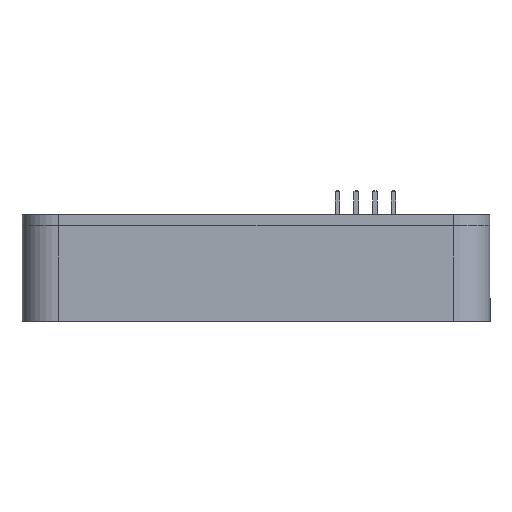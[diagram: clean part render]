
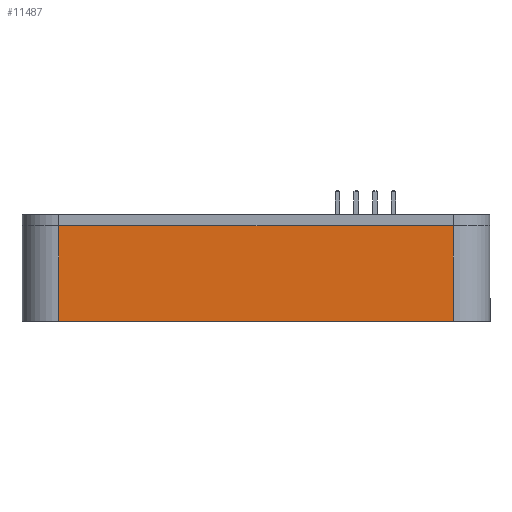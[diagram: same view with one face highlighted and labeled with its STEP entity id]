
A CAD part, left-side view. The second image highlights one B-rep face of the part: STEP entity #11487.
In plain terms, the highlighted planar face has unit normal (-1, 0, 0).
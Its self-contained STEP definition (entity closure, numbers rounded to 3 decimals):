
#683=PLANE('',#11915);
#1221=FACE_OUTER_BOUND('',#1866,.T.);
#1866=EDGE_LOOP('',(#9707,#9708,#9709,#9710));
#2738=LINE('',#21927,#3733);
#2763=LINE('',#21995,#3758);
#2767=LINE('',#22016,#3762);
#2770=LINE('',#22022,#3765);
#3733=VECTOR('',#13060,10.);
#3758=VECTOR('',#13123,10.);
#3762=VECTOR('',#13145,10.);
#3765=VECTOR('',#13154,10.);
#5409=VERTEX_POINT('',#21924);
#5410=VERTEX_POINT('',#21926);
#5433=VERTEX_POINT('',#21992);
#5434=VERTEX_POINT('',#21994);
#6865=EDGE_CURVE('',#5410,#5409,#2738,.T.);
#6896=EDGE_CURVE('',#5433,#5434,#2763,.T.);
#6907=EDGE_CURVE('',#5410,#5433,#2767,.T.);
#6910=EDGE_CURVE('',#5434,#5409,#2770,.T.);
#9707=ORIENTED_EDGE('',*,*,#6907,.F.);
#9708=ORIENTED_EDGE('',*,*,#6865,.T.);
#9709=ORIENTED_EDGE('',*,*,#6910,.F.);
#9710=ORIENTED_EDGE('',*,*,#6896,.F.);
#11487=ADVANCED_FACE('',(#1221),#683,.T.);
#11915=AXIS2_PLACEMENT_3D('',#22060,#13199,#13200);
#13060=DIRECTION('',(0.,-1.,0.));
#13123=DIRECTION('',(0.,-1.,0.));
#13145=DIRECTION('',(0.,0.,1.));
#13154=DIRECTION('',(0.,0.,-1.));
#13199=DIRECTION('center_axis',(-1.,0.,0.));
#13200=DIRECTION('ref_axis',(0.,-1.,0.));
#21924=CARTESIAN_POINT('',(48.327,17.394,15.));
#21926=CARTESIAN_POINT('',(48.327,71.069,15.));
#21927=CARTESIAN_POINT('',(48.327,76.069,15.));
#21992=CARTESIAN_POINT('',(48.327,71.069,28.));
#21994=CARTESIAN_POINT('',(48.327,17.394,28.));
#21995=CARTESIAN_POINT('',(48.327,76.069,28.));
#22016=CARTESIAN_POINT('',(48.327,71.069,15.));
#22022=CARTESIAN_POINT('',(48.327,17.394,15.));
#22060=CARTESIAN_POINT('Origin',(48.327,76.069,15.));
